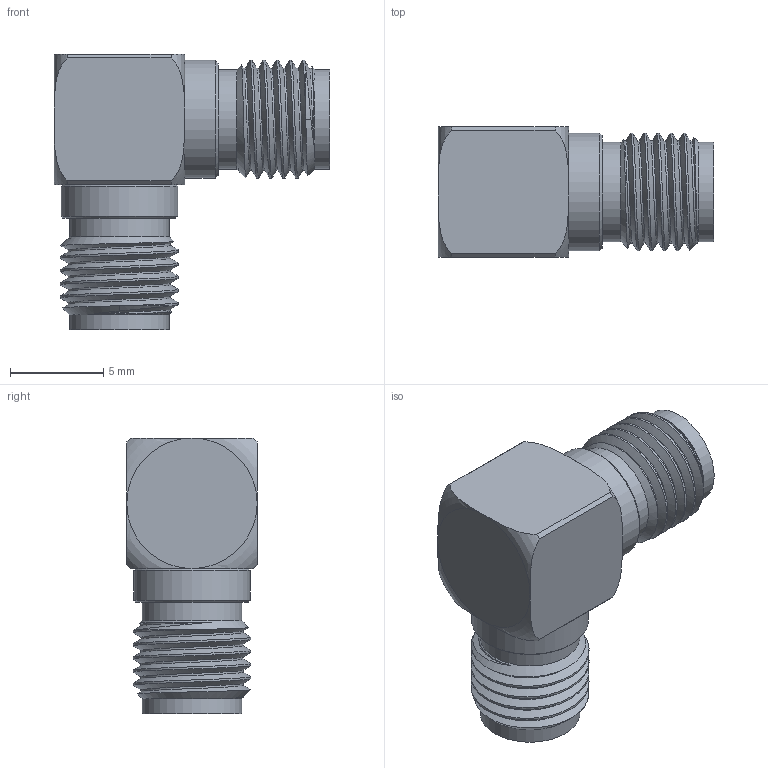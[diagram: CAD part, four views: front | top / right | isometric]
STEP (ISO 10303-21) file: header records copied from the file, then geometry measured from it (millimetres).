
FILE_DESCRIPTION(/* description */ ('Unknown'),/* implementation_level */ '2;1');
FILE_NAME(/* name */ '64403103112000',/* time_stamp */ '2021-05-25T14:21:36+02:00',/* author */ ('Unknown'),/* organization */ ('Unknown'),/* preprocessor_version */ 'ST-DEVELOPER v16.7',/* originating_system */ 'Solid Edge',/* authorisation */ 'Unknown');
FILE_SCHEMA (('AUTOMOTIVE_DESIGN {1 0 10303 214 3 1 1}'));
Length unit declared in the file: millimetre
Products named in the file (5): 64403103112000; 644xxx03112000_Shelding; 644031xxx12000_Shelding; 64403103112000_Signalpin; 64403103112000_Insulator
Assembly tree (5 placements, depth 2):
  64403103112000
    644xxx03112000_Shelding
    644031xxx12000_Shelding
    64403103112000_Signalpin
    64403103112000_Insulator  x2
Bounding box: 14.8 x 7 x 14.8 mm (x, y, z)
Volume: 623.8 mm3; surface area: 1399.3 mm2
Topology: 13 solids, 13 shells, 214 faces, 478 edges, 312 vertices
Faces by surface type: plane 121, cylinder 56, cone 24, torus 9, bspline 4
Full cylindrical faces by diameter (mm): 1.27 x4, 2.74 x2, 2.9 x1, 3.2 x1, 4.06 x4, 4.64 x1, 4.95 x1, 5.12 x1, 5.16 x1, 5.35 x4, 6.26 x1, 6.33 x1
Entity records: 7180 total; most frequent: CARTESIAN_POINT 2615, DIRECTION 928, ORIENTED_EDGE 830, EDGE_CURVE 415, AXIS2_PLACEMENT_3D 371, VERTEX_POINT 286, FACE_BOUND 265, EDGE_LOOP 264
